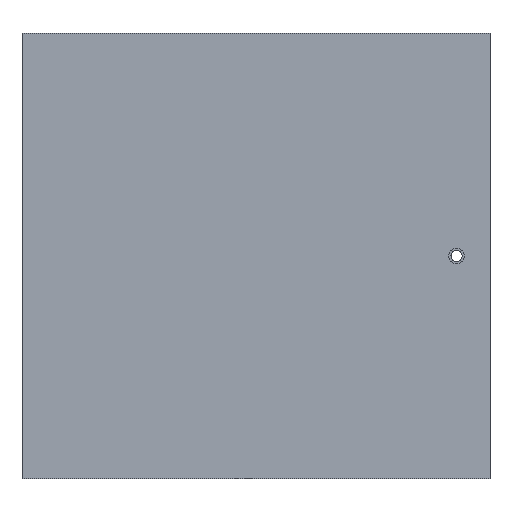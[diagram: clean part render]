
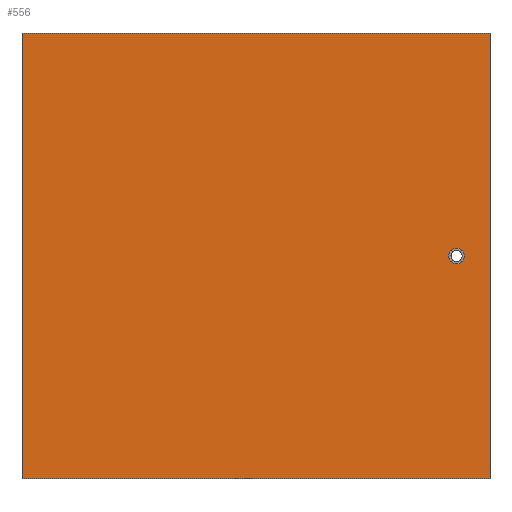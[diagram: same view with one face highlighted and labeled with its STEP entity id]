
A CAD part, left-side view. The second image highlights one B-rep face of the part: STEP entity #556.
In plain terms, the highlighted planar face has unit normal (-1, 0, 0).
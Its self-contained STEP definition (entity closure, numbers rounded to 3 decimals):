
#12 = AXIS2_PLACEMENT_3D ( 'NONE', #243, #254, #255 ) ;
#46 = AXIS2_PLACEMENT_3D ( 'NONE', #1696, #1697, #1698 ) ;
#138 = EDGE_CURVE ( 'NONE', #1151, #1132, #824, .T. ) ;
#146 = EDGE_CURVE ( 'NONE', #1151, #1133, #841, .T. ) ;
#152 = EDGE_CURVE ( 'NONE', #1132, #1143, #852, .T. ) ;
#153 = EDGE_CURVE ( 'NONE', #1133, #1143, #843, .T. ) ;
#161 = EDGE_CURVE ( 'NONE', #928, #928, #392, .T. ) ;
#175 = CARTESIAN_POINT ( 'NONE',  ( 0., 210., 1. ) ) ;
#179 = DIRECTION ( 'NONE',  ( 0., 0., -1. ) ) ;
#243 = CARTESIAN_POINT ( 'NONE',  ( 0., 210., 1. ) ) ;
#249 = PLANE ( 'NONE',  #12 ) ;
#254 = DIRECTION ( 'NONE',  ( 1., 0., 0. ) ) ;
#255 = DIRECTION ( 'NONE',  ( 0., 1., 0. ) ) ;
#360 = CARTESIAN_POINT ( 'NONE',  ( 0., 210., 1. ) ) ;
#392 = CIRCLE ( 'NONE', #46, 3.5 ) ;
#455 = DIRECTION ( 'NONE',  ( 0., -1., 0. ) ) ;
#469 = FACE_BOUND ( 'NONE', #1579, .T. ) ;
#474 = FACE_OUTER_BOUND ( 'NONE', #1187, .T. ) ;
#556 = ADVANCED_FACE ( 'NONE', ( #469, #474 ), #249, .F. ) ;
#616 = ORIENTED_EDGE ( 'NONE', *, *, #152, .F. ) ;
#617 = ORIENTED_EDGE ( 'NONE', *, *, #138, .F. ) ;
#619 = ORIENTED_EDGE ( 'NONE', *, *, #146, .T. ) ;
#621 = ORIENTED_EDGE ( 'NONE', *, *, #153, .T. ) ;
#622 = ORIENTED_EDGE ( 'NONE', *, *, #161, .F. ) ;
#824 = LINE ( 'NONE', #360, #828 ) ;
#828 = VECTOR ( 'NONE', #455, 1000. ) ;
#841 = LINE ( 'NONE', #175, #844 ) ;
#843 = LINE ( 'NONE', #1670, #1283 ) ;
#844 = VECTOR ( 'NONE', #179, 1000. ) ;
#852 = LINE ( 'NONE', #1675, #855 ) ;
#855 = VECTOR ( 'NONE', #1677, 1000. ) ;
#928 = VERTEX_POINT ( 'NONE', #1100 ) ;
#1100 = CARTESIAN_POINT ( 'NONE',  ( 0., 11.5, -99. ) ) ;
#1132 = VERTEX_POINT ( 'NONE', #1359 ) ;
#1133 = VERTEX_POINT ( 'NONE', #1363 ) ;
#1143 = VERTEX_POINT ( 'NONE', #1372 ) ;
#1151 = VERTEX_POINT ( 'NONE', #1380 ) ;
#1187 = EDGE_LOOP ( 'NONE', ( #619, #621, #616, #617 ) ) ;
#1283 = VECTOR ( 'NONE', #1678, 1000. ) ;
#1359 = CARTESIAN_POINT ( 'NONE',  ( 0., 0., 1. ) ) ;
#1363 = CARTESIAN_POINT ( 'NONE',  ( 0., 210., -199. ) ) ;
#1372 = CARTESIAN_POINT ( 'NONE',  ( 0., 0., -199. ) ) ;
#1380 = CARTESIAN_POINT ( 'NONE',  ( 0., 210., 1. ) ) ;
#1579 = EDGE_LOOP ( 'NONE', ( #622 ) ) ;
#1670 = CARTESIAN_POINT ( 'NONE',  ( 0., 210., -199. ) ) ;
#1675 = CARTESIAN_POINT ( 'NONE',  ( 0., 0., 1. ) ) ;
#1677 = DIRECTION ( 'NONE',  ( 0., 0., -1. ) ) ;
#1678 = DIRECTION ( 'NONE',  ( 0., -1., 0. ) ) ;
#1696 = CARTESIAN_POINT ( 'NONE',  ( 0., 15., -99. ) ) ;
#1697 = DIRECTION ( 'NONE',  ( -1., 0., 0. ) ) ;
#1698 = DIRECTION ( 'NONE',  ( 0., -1., 0. ) ) ;
